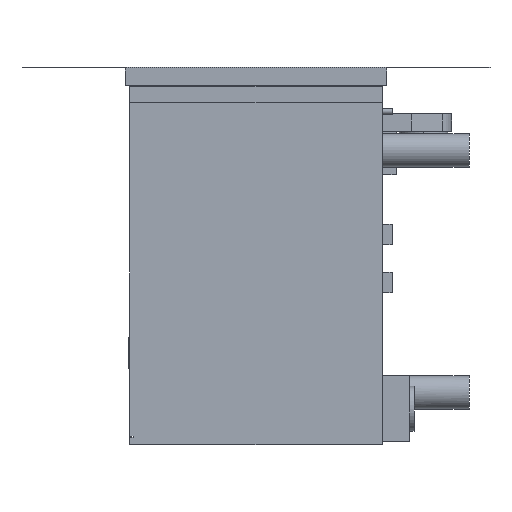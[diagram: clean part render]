
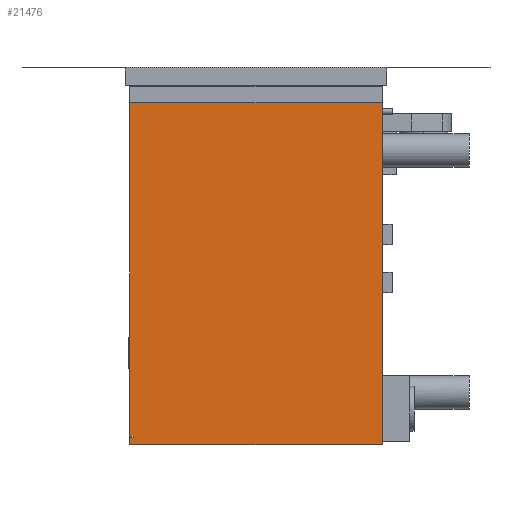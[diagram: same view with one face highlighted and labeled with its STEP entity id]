
A CAD part, left-side view. The second image highlights one B-rep face of the part: STEP entity #21476.
In plain terms, the highlighted planar face has unit normal (-1, 0, 0).
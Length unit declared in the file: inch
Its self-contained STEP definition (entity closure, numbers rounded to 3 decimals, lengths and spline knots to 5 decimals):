
#89 = EDGE_CURVE ( 'NONE', #31942, #29617, #10718, .T. ) ;
#252 = FACE_OUTER_BOUND ( 'NONE', #378, .T. ) ;
#378 = EDGE_LOOP ( 'NONE', ( #34372, #33884, #12764, #12408, #12977, #27765, #6556, #34111 ) ) ;
#1792 = DIRECTION ( 'NONE',  ( 0., 0., -1. ) ) ;
#2522 = LINE ( 'NONE', #31274, #13630 ) ;
#3338 = CARTESIAN_POINT ( 'NONE',  ( -17.25, 27.4125, 1.609 ) ) ;
#4221 = VECTOR ( 'NONE', #20308, 39.37008 ) ;
#5014 = LINE ( 'NONE', #3338, #35710 ) ;
#6556 = ORIENTED_EDGE ( 'NONE', *, *, #34410, .T. ) ;
#6790 = LINE ( 'NONE', #23460, #28641 ) ;
#7056 = VERTEX_POINT ( 'NONE', #8988 ) ;
#8988 = CARTESIAN_POINT ( 'NONE',  ( -17.25, 27.4125, 1.609 ) ) ;
#9921 = CARTESIAN_POINT ( 'NONE',  ( -17.25, -28.1625, 0. ) ) ;
#10354 = EDGE_CURVE ( 'NONE', #27289, #26519, #2522, .T. ) ;
#10500 = DIRECTION ( 'NONE',  ( 0., 0., -1. ) ) ;
#10718 = LINE ( 'NONE', #38098, #4221 ) ;
#12404 = LINE ( 'NONE', #34779, #22188 ) ;
#12408 = ORIENTED_EDGE ( 'NONE', *, *, #10354, .T. ) ;
#12764 = ORIENTED_EDGE ( 'NONE', *, *, #17619, .T. ) ;
#12977 = ORIENTED_EDGE ( 'NONE', *, *, #23473, .F. ) ;
#12981 = CARTESIAN_POINT ( 'NONE',  ( -17.25, 28.1625, 79.996 ) ) ;
#13630 = VECTOR ( 'NONE', #16301, 39.37008 ) ;
#13651 = CARTESIAN_POINT ( 'NONE',  ( -17.25, -28.1625, 79.996 ) ) ;
#14123 = VECTOR ( 'NONE', #31113, 39.37008 ) ;
#16301 = DIRECTION ( 'NONE',  ( 0., -1., 0. ) ) ;
#17619 = EDGE_CURVE ( 'NONE', #28223, #27289, #20387, .T. ) ;
#19984 = VERTEX_POINT ( 'NONE', #34362 ) ;
#20308 = DIRECTION ( 'NONE',  ( 0., 1., 0. ) ) ;
#20387 = LINE ( 'NONE', #33016, #33873 ) ;
#21476 = ADVANCED_FACE ( 'NONE', ( #252 ), #34051, .F. ) ;
#21806 = AXIS2_PLACEMENT_3D ( 'NONE', #12981, #28360, #10500 ) ;
#22188 = VECTOR ( 'NONE', #1792, 39.37008 ) ;
#22466 = EDGE_CURVE ( 'NONE', #7056, #28223, #6790, .T. ) ;
#22780 = DIRECTION ( 'NONE',  ( 0., 1., 0. ) ) ;
#23460 = CARTESIAN_POINT ( 'NONE',  ( -17.25, 27.4125, 1.609 ) ) ;
#23473 = EDGE_CURVE ( 'NONE', #27168, #26519, #35069, .T. ) ;
#24914 = CARTESIAN_POINT ( 'NONE',  ( -17.25, 28.1625, 1.859 ) ) ;
#24999 = CARTESIAN_POINT ( 'NONE',  ( -17.25, 28.1625, 1.609 ) ) ;
#26519 = VERTEX_POINT ( 'NONE', #9921 ) ;
#27124 = DIRECTION ( 'NONE',  ( 0., 0., 1. ) ) ;
#27168 = VERTEX_POINT ( 'NONE', #35627 ) ;
#27289 = VERTEX_POINT ( 'NONE', #29103 ) ;
#27765 = ORIENTED_EDGE ( 'NONE', *, *, #36532, .T. ) ;
#28223 = VERTEX_POINT ( 'NONE', #24999 ) ;
#28360 = DIRECTION ( 'NONE',  ( 1., 0., 0. ) ) ;
#28641 = VECTOR ( 'NONE', #29840, 39.37008 ) ;
#29103 = CARTESIAN_POINT ( 'NONE',  ( -17.25, 28.1625, 0. ) ) ;
#29617 = VERTEX_POINT ( 'NONE', #24914 ) ;
#29840 = DIRECTION ( 'NONE',  ( 0., 1., 0. ) ) ;
#30292 = DIRECTION ( 'NONE',  ( 0., 0., -1. ) ) ;
#31113 = DIRECTION ( 'NONE',  ( 0., 0., -1. ) ) ;
#31274 = CARTESIAN_POINT ( 'NONE',  ( -17.25, 28.1625, 0. ) ) ;
#31344 = CARTESIAN_POINT ( 'NONE',  ( -17.25, -28.1625, 76.246 ) ) ;
#31733 = EDGE_CURVE ( 'NONE', #7056, #31942, #5014, .T. ) ;
#31942 = VERTEX_POINT ( 'NONE', #35249 ) ;
#33016 = CARTESIAN_POINT ( 'NONE',  ( -17.25, 28.1625, 79.996 ) ) ;
#33873 = VECTOR ( 'NONE', #30292, 39.37008 ) ;
#33884 = ORIENTED_EDGE ( 'NONE', *, *, #22466, .T. ) ;
#34051 = PLANE ( 'NONE',  #21806 ) ;
#34111 = ORIENTED_EDGE ( 'NONE', *, *, #89, .F. ) ;
#34362 = CARTESIAN_POINT ( 'NONE',  ( -17.25, 28.1625, 76.246 ) ) ;
#34372 = ORIENTED_EDGE ( 'NONE', *, *, #31733, .F. ) ;
#34410 = EDGE_CURVE ( 'NONE', #19984, #29617, #12404, .T. ) ;
#34779 = CARTESIAN_POINT ( 'NONE',  ( -17.25, 28.1625, 79.996 ) ) ;
#35069 = LINE ( 'NONE', #13651, #14123 ) ;
#35111 = VECTOR ( 'NONE', #22780, 39.37008 ) ;
#35249 = CARTESIAN_POINT ( 'NONE',  ( -17.25, 27.4125, 1.859 ) ) ;
#35627 = CARTESIAN_POINT ( 'NONE',  ( -17.25, -28.1625, 76.246 ) ) ;
#35710 = VECTOR ( 'NONE', #27124, 39.37008 ) ;
#36532 = EDGE_CURVE ( 'NONE', #27168, #19984, #37426, .T. ) ;
#37426 = LINE ( 'NONE', #31344, #35111 ) ;
#38098 = CARTESIAN_POINT ( 'NONE',  ( -17.25, 27.4125, 1.859 ) ) ;
